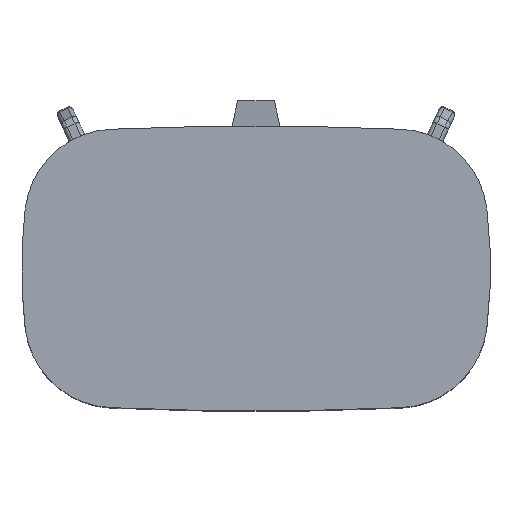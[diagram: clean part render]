
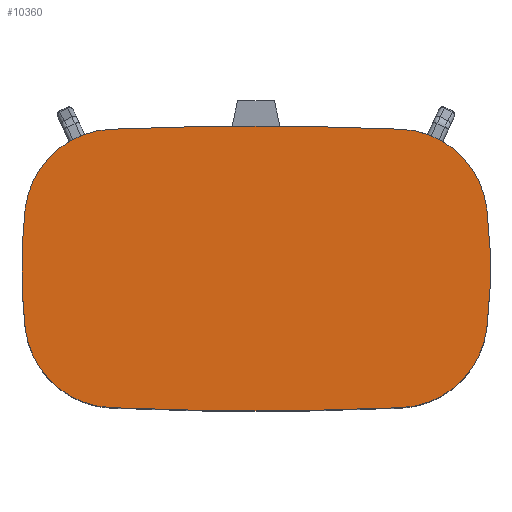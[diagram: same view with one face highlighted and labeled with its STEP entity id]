
A CAD part, top view. The second image highlights one B-rep face of the part: STEP entity #10360.
In plain terms, the highlighted planar face has unit normal (0, 0, 1).
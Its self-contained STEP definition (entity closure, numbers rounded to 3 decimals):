
#520=CARTESIAN_POINT('',(14.447,-3.716,2.5));
#530=VERTEX_POINT('',#520);
#710=CARTESIAN_POINT('',(9.07,-8.714,2.5));
#720=VERTEX_POINT('',#710);
#750=CARTESIAN_POINT('',(8.818,-3.051,2.5));
#760=DIRECTION('',(0.,0.,1.));
#770=DIRECTION('',(1.,0.,0.));
#780=AXIS2_PLACEMENT_3D('',#750,#760,#770);
#790=CIRCLE('',#780,5.668);
#800=EDGE_CURVE('',#720,#530,#790,.T.);
#4530=CARTESIAN_POINT('',(-14.447,-3.716,2.5));
#4540=VERTEX_POINT('',#4530);
#4590=CARTESIAN_POINT('',(-8.818,-3.051,2.5));
#4600=DIRECTION('',(0.,0.,1.));
#4610=DIRECTION('',(1.,0.,0.));
#4620=AXIS2_PLACEMENT_3D('',#4590,#4600,#4610);
#4630=CIRCLE('',#4620,5.668);
#4640=CARTESIAN_POINT('',(-9.07,-8.714,2.5));
#4650=VERTEX_POINT('',#4640);
#4660=EDGE_CURVE('',#4540,#4650,#4630,.T.);
#6450=CARTESIAN_POINT('',(-14.447,3.716,2.5));
#6460=VERTEX_POINT('',#6450);
#8640=CARTESIAN_POINT('',(-9.07,8.714,2.5));
#8650=VERTEX_POINT('',#8640);
#8680=CARTESIAN_POINT('',(-8.818,3.051,2.5));
#8690=DIRECTION('',(0.,0.,1.));
#8700=DIRECTION('',(1.,0.,0.));
#8710=AXIS2_PLACEMENT_3D('',#8680,#8690,#8700);
#8720=CIRCLE('',#8710,5.668);
#8730=EDGE_CURVE('',#8650,#6460,#8720,.T.);
#9870=CARTESIAN_POINT('',(-0.597,-1.164,2.5));
#9880=DIRECTION('',(0.,0.,1.));
#9890=DIRECTION('',(1.,0.,0.));
#9900=AXIS2_PLACEMENT_3D('',#9870,#9880,#9890);
#9910=PLANE('',#9900);
#9920=CARTESIAN_POINT('',(0.,194.825,2.5));
#9930=DIRECTION('',(0.,0.,1.));
#9940=DIRECTION('',(1.,0.,0.));
#9950=AXIS2_PLACEMENT_3D('',#9920,#9930,#9940);
#9960=CIRCLE('',#9950,203.741);
#9970=EDGE_CURVE('',#4650,#720,#9960,.T.);
#9980=ORIENTED_EDGE('',*,*,#9970,.T.);
#9990=ORIENTED_EDGE('',*,*,#4660,.T.);
#10000=CARTESIAN_POINT('',(17.01,0.,2.5));
#10010=DIRECTION('',(0.,0.,1.));
#10020=DIRECTION('',(1.,0.,0.));
#10030=AXIS2_PLACEMENT_3D('',#10000,#10010,#10020);
#10040=CIRCLE('',#10030,31.675);
#10050=EDGE_CURVE('',#6460,#4540,#10040,.T.);
#10060=ORIENTED_EDGE('',*,*,#10050,.T.);
#10070=ORIENTED_EDGE('',*,*,#8730,.T.);
#10080=CARTESIAN_POINT('',(0.,-194.825,2.5));
#10090=DIRECTION('',(0.,0.,1.));
#10100=DIRECTION('',(1.,0.,0.));
#10110=AXIS2_PLACEMENT_3D('',#10080,#10090,#10100);
#10120=CIRCLE('',#10110,203.741);
#10130=CARTESIAN_POINT('',(9.07,8.714,2.5));
#10140=VERTEX_POINT('',#10130);
#10150=EDGE_CURVE('',#10140,#8650,#10120,.T.);
#10160=ORIENTED_EDGE('',*,*,#10150,.T.);
#10170=CARTESIAN_POINT('',(8.818,3.051,2.5));
#10180=DIRECTION('',(0.,0.,1.));
#10190=DIRECTION('',(1.,0.,0.));
#10200=AXIS2_PLACEMENT_3D('',#10170,#10180,#10190);
#10210=CIRCLE('',#10200,5.668);
#10220=CARTESIAN_POINT('',(14.447,3.716,2.5));
#10230=VERTEX_POINT('',#10220);
#10240=EDGE_CURVE('',#10230,#10140,#10210,.T.);
#10250=ORIENTED_EDGE('',*,*,#10240,.T.);
#10260=CARTESIAN_POINT('',(-17.01,0.,2.5));
#10270=DIRECTION('',(0.,0.,1.));
#10280=DIRECTION('',(1.,0.,0.));
#10290=AXIS2_PLACEMENT_3D('',#10260,#10270,#10280);
#10300=CIRCLE('',#10290,31.675);
#10310=EDGE_CURVE('',#530,#10230,#10300,.T.);
#10320=ORIENTED_EDGE('',*,*,#10310,.T.);
#10330=ORIENTED_EDGE('',*,*,#800,.T.);
#10340=EDGE_LOOP('',(#10330,#10320,#10250,#10160,#10070,#10060,#9990,
#9980));
#10350=FACE_OUTER_BOUND('',#10340,.T.);
#10360=ADVANCED_FACE('',(#10350),#9910,.T.);
